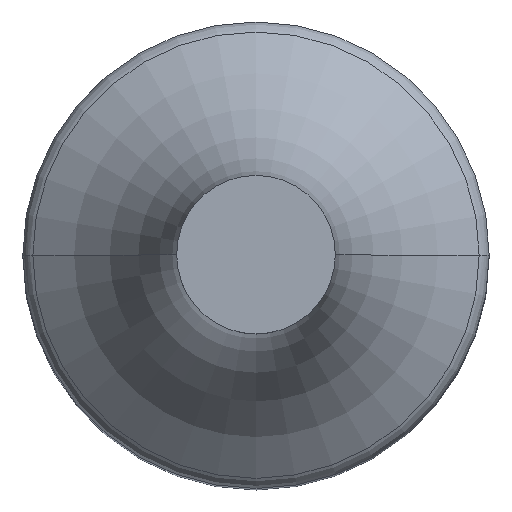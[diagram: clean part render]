
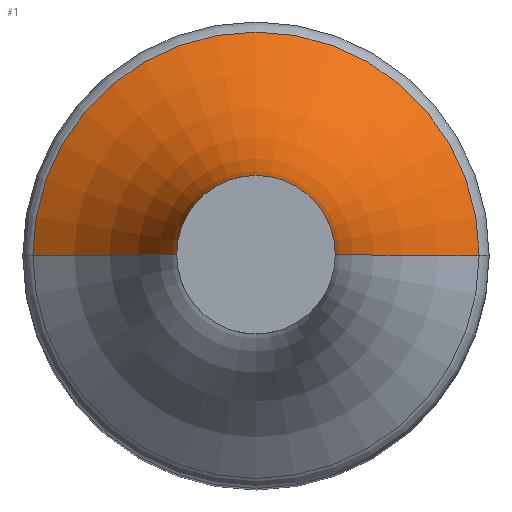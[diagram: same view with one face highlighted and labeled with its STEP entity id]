
A CAD part, top view. The second image highlights one B-rep face of the part: STEP entity #1.
In plain terms, the highlighted toroidal (fillet/blend) face has major radius 12.55 mm and minor radius 10 mm.
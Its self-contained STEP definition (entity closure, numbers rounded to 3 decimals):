
#1 = ADVANCED_FACE ( 'NONE', ( #285 ), #243, .F. ) ;
#23 = CARTESIAN_POINT ( 'NONE',  ( 7.176, 0., -0.11 ) ) ;
#25 = CARTESIAN_POINT ( 'NONE',  ( 0., 0., 8.324 ) ) ;
#32 = CIRCLE ( 'NONE', #286, 10. ) ;
#36 = CARTESIAN_POINT ( 'NONE',  ( -12.55, 0., 8.324 ) ) ;
#37 = CARTESIAN_POINT ( 'NONE',  ( 0., 0., 8.324 ) ) ;
#62 = AXIS2_PLACEMENT_3D ( 'NONE', #63, #291, #163 ) ;
#63 = CARTESIAN_POINT ( 'NONE',  ( 12.55, 0., 8.324 ) ) ;
#75 = VERTEX_POINT ( 'NONE', #142 ) ;
#86 = DIRECTION ( 'NONE',  ( 0., 0., -1. ) ) ;
#95 = ORIENTED_EDGE ( 'NONE', *, *, #135, .T. ) ;
#96 = VERTEX_POINT ( 'NONE', #309 ) ;
#105 = CIRCLE ( 'NONE', #257, 7.176 ) ;
#115 = EDGE_CURVE ( 'NONE', #275, #75, #32, .T. ) ;
#126 = DIRECTION ( 'NONE',  ( -1., 0., 0. ) ) ;
#128 = CARTESIAN_POINT ( 'NONE',  ( -2.55, 0., 8.324 ) ) ;
#135 = EDGE_CURVE ( 'NONE', #275, #96, #153, .T. ) ;
#136 = DIRECTION ( 'NONE',  ( 0., 0., 1. ) ) ;
#139 = EDGE_CURVE ( 'NONE', #96, #297, #292, .T. ) ;
#142 = CARTESIAN_POINT ( 'NONE',  ( -7.176, 0., -0.11 ) ) ;
#153 = CIRCLE ( 'NONE', #269, 2.55 ) ;
#163 = DIRECTION ( 'NONE',  ( 1., 0., 0. ) ) ;
#170 = ORIENTED_EDGE ( 'NONE', *, *, #115, .F. ) ;
#183 = EDGE_CURVE ( 'NONE', #297, #75, #105, .T. ) ;
#187 = DIRECTION ( 'NONE',  ( -1., 0., 0. ) ) ;
#200 = ORIENTED_EDGE ( 'NONE', *, *, #183, .T. ) ;
#207 = DIRECTION ( 'NONE',  ( 0., 0., 1. ) ) ;
#214 = DIRECTION ( 'NONE',  ( 0., 1., 0. ) ) ;
#239 = DIRECTION ( 'NONE',  ( 1., 0., 0. ) ) ;
#243 = TOROIDAL_SURFACE ( 'NONE', #303, 12.55, 10. ) ;
#257 = AXIS2_PLACEMENT_3D ( 'NONE', #265, #319, #239 ) ;
#258 = ORIENTED_EDGE ( 'NONE', *, *, #139, .T. ) ;
#265 = CARTESIAN_POINT ( 'NONE',  ( 0., 0., -0.11 ) ) ;
#269 = AXIS2_PLACEMENT_3D ( 'NONE', #37, #86, #187 ) ;
#275 = VERTEX_POINT ( 'NONE', #128 ) ;
#279 = EDGE_LOOP ( 'NONE', ( #95, #258, #200, #170 ) ) ;
#285 = FACE_OUTER_BOUND ( 'NONE', #279, .T. ) ;
#286 = AXIS2_PLACEMENT_3D ( 'NONE', #36, #214, #136 ) ;
#291 = DIRECTION ( 'NONE',  ( 0., -1., 0. ) ) ;
#292 = CIRCLE ( 'NONE', #62, 10. ) ;
#297 = VERTEX_POINT ( 'NONE', #23 ) ;
#303 = AXIS2_PLACEMENT_3D ( 'NONE', #25, #207, #126 ) ;
#309 = CARTESIAN_POINT ( 'NONE',  ( 2.55, 0., 8.324 ) ) ;
#319 = DIRECTION ( 'NONE',  ( 0., 0., 1. ) ) ;
